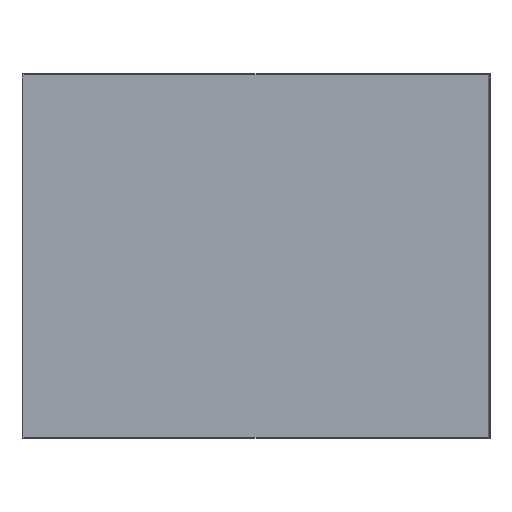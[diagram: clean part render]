
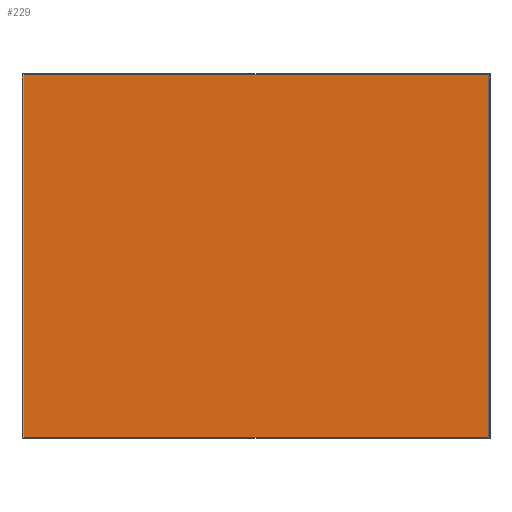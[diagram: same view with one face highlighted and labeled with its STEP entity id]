
A CAD part, top view. The second image highlights one B-rep face of the part: STEP entity #229.
In plain terms, the highlighted planar face has unit normal (0, 0, 1).
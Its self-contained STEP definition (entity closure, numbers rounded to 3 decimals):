
#6 = CARTESIAN_POINT ( 'NONE',  ( -354.405, -273.939, 0. ) ) ;
#32 = VERTEX_POINT ( 'NONE', #2013 ) ;
#39 = DIRECTION ( 'NONE',  ( 1., 0., 0. ) ) ;
#80 = ORIENTED_EDGE ( 'NONE', *, *, #2869, .F. ) ;
#120 = CARTESIAN_POINT ( 'NONE',  ( -354.405, 273.939, 0. ) ) ;
#205 = CARTESIAN_POINT ( 'NONE',  ( -350.5, -273.939, 0. ) ) ;
#229 = ADVANCED_FACE ( 'NONE', ( #380 ), #3312, .T. ) ;
#248 = EDGE_CURVE ( 'NONE', #32, #1653, #2570, .T. ) ;
#380 = FACE_OUTER_BOUND ( 'NONE', #1302, .T. ) ;
#551 = VECTOR ( 'NONE', #2805, 1000. ) ;
#561 = DIRECTION ( 'NONE',  ( 0., 1., 0. ) ) ;
#607 = DIRECTION ( 'NONE',  ( 0., 0., 1. ) ) ;
#677 = ORIENTED_EDGE ( 'NONE', *, *, #3552, .T. ) ;
#834 = AXIS2_PLACEMENT_3D ( 'NONE', #3511, #607, #2391 ) ;
#934 = LINE ( 'NONE', #6, #2945 ) ;
#1044 = EDGE_CURVE ( 'NONE', #2115, #32, #3141, .T. ) ;
#1302 = EDGE_LOOP ( 'NONE', ( #677, #2379, #3446, #80 ) ) ;
#1653 = VERTEX_POINT ( 'NONE', #1945 ) ;
#1879 = DIRECTION ( 'NONE',  ( 0., -1., 0. ) ) ;
#1917 = VECTOR ( 'NONE', #561, 1000. ) ;
#1945 = CARTESIAN_POINT ( 'NONE',  ( 350.5, -273.939, 0. ) ) ;
#2013 = CARTESIAN_POINT ( 'NONE',  ( 350.5, 273.939, 0. ) ) ;
#2115 = VERTEX_POINT ( 'NONE', #3593 ) ;
#2123 = VECTOR ( 'NONE', #1879, 1000. ) ;
#2228 = LINE ( 'NONE', #3740, #1917 ) ;
#2379 = ORIENTED_EDGE ( 'NONE', *, *, #248, .F. ) ;
#2391 = DIRECTION ( 'NONE',  ( 1., 0., 0. ) ) ;
#2570 = LINE ( 'NONE', #2938, #2123 ) ;
#2666 = VERTEX_POINT ( 'NONE', #205 ) ;
#2805 = DIRECTION ( 'NONE',  ( 1., 0., 0. ) ) ;
#2869 = EDGE_CURVE ( 'NONE', #2666, #2115, #2228, .T. ) ;
#2938 = CARTESIAN_POINT ( 'NONE',  ( 350.5, 275., 0. ) ) ;
#2945 = VECTOR ( 'NONE', #39, 1000. ) ;
#3141 = LINE ( 'NONE', #120, #551 ) ;
#3312 = PLANE ( 'NONE',  #834 ) ;
#3446 = ORIENTED_EDGE ( 'NONE', *, *, #1044, .F. ) ;
#3511 = CARTESIAN_POINT ( 'NONE',  ( 0., 0., 0. ) ) ;
#3552 = EDGE_CURVE ( 'NONE', #2666, #1653, #934, .T. ) ;
#3593 = CARTESIAN_POINT ( 'NONE',  ( -350.5, 273.939, 0. ) ) ;
#3740 = CARTESIAN_POINT ( 'NONE',  ( -350.5, -275., 0. ) ) ;
